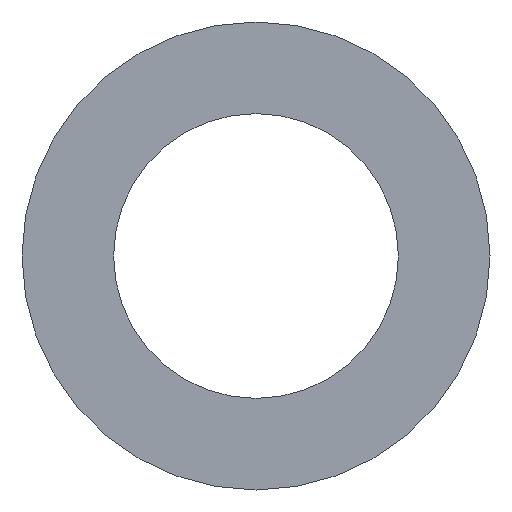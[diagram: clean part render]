
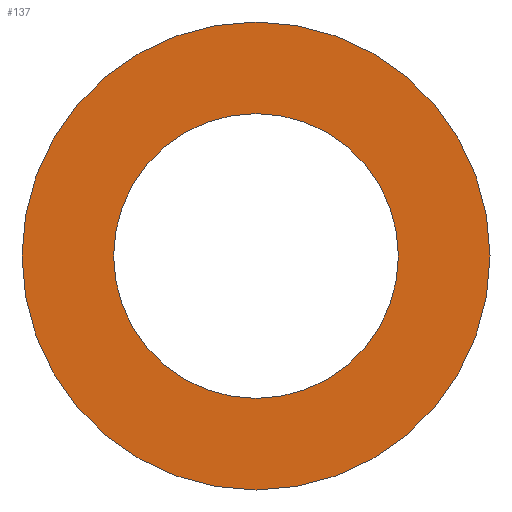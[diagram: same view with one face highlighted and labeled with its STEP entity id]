
A CAD part, left-side view. The second image highlights one B-rep face of the part: STEP entity #137.
In plain terms, the highlighted planar face has unit normal (-1, 0, 0).
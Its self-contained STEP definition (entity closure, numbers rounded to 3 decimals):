
#79 = EDGE_CURVE( '', #157, #127, #201, .T. );
#121 = EDGE_CURVE( '', #127, #157, #248, .T. );
#123 = EDGE_CURVE( '', #143, #133, #250, .T. );
#127 = VERTEX_POINT( '', #254 );
#129 = EDGE_CURVE( '', #133, #143, #256, .T. );
#133 = VERTEX_POINT( '', #260 );
#137 = ADVANCED_FACE( '', ( #264, #265 ), #266, .T. );
#143 = VERTEX_POINT( '', #274 );
#157 = VERTEX_POINT( '', #289 );
#201 = CIRCLE( '', #331, 69. );
#248 = CIRCLE( '', #393, 69. );
#250 = CIRCLE( '', #396, 42. );
#254 = CARTESIAN_POINT( '', ( -4.5, -69., 0. ) );
#256 = CIRCLE( '', #404, 42. );
#260 = CARTESIAN_POINT( '', ( -4.5, -42., 0. ) );
#264 = FACE_BOUND( '', #411, .T. );
#265 = FACE_OUTER_BOUND( '', #412, .T. );
#266 = PLANE( '', #413 );
#274 = CARTESIAN_POINT( '', ( -4.5, 42., 0. ) );
#289 = CARTESIAN_POINT( '', ( -4.5, 69., 0. ) );
#331 = AXIS2_PLACEMENT_3D( '', #483, #484, #485 );
#393 = AXIS2_PLACEMENT_3D( '', #535, #536, #537 );
#396 = AXIS2_PLACEMENT_3D( '', #538, #539, #540 );
#404 = AXIS2_PLACEMENT_3D( '', #544, #545, #546 );
#411 = EDGE_LOOP( '', ( #549, #550 ) );
#412 = EDGE_LOOP( '', ( #551, #552 ) );
#413 = AXIS2_PLACEMENT_3D( '', #553, #554, #555 );
#483 = CARTESIAN_POINT( '', ( -4.5, 0., 0. ) );
#484 = DIRECTION( '', ( -1., 0., 0. ) );
#485 = DIRECTION( '', ( 0., 1., 0. ) );
#535 = CARTESIAN_POINT( '', ( -4.5, 0., 0. ) );
#536 = DIRECTION( '', ( -1., 0., 0. ) );
#537 = DIRECTION( '', ( 0., 1., 0. ) );
#538 = CARTESIAN_POINT( '', ( -4.5, 0., 0. ) );
#539 = DIRECTION( '', ( -1., 0., 0. ) );
#540 = DIRECTION( '', ( 0., 1., 0. ) );
#544 = CARTESIAN_POINT( '', ( -4.5, 0., 0. ) );
#545 = DIRECTION( '', ( -1., 0., 0. ) );
#546 = DIRECTION( '', ( 0., 1., 0. ) );
#549 = ORIENTED_EDGE( '', *, *, #123, .F. );
#550 = ORIENTED_EDGE( '', *, *, #129, .F. );
#551 = ORIENTED_EDGE( '', *, *, #79, .T. );
#552 = ORIENTED_EDGE( '', *, *, #121, .T. );
#553 = CARTESIAN_POINT( '', ( -4.5, 55.5, 0. ) );
#554 = DIRECTION( '', ( -1., 0., 0. ) );
#555 = DIRECTION( '', ( 0., 1., 0. ) );
